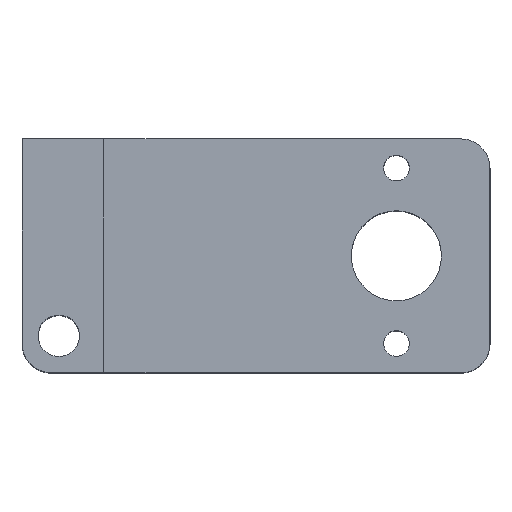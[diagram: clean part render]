
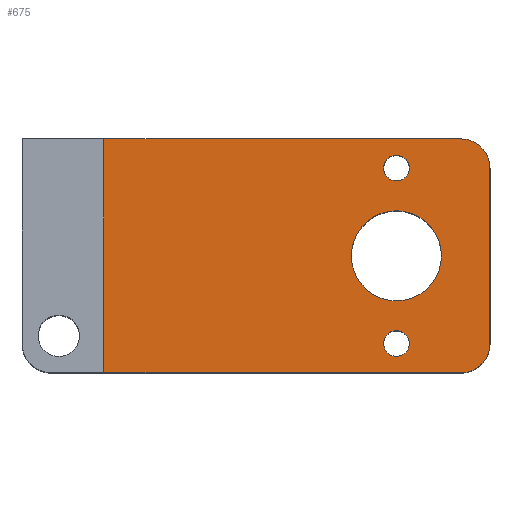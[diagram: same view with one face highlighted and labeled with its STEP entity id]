
A CAD part, top view. The second image highlights one B-rep face of the part: STEP entity #675.
In plain terms, the highlighted planar face has unit normal (0, 0, 1).
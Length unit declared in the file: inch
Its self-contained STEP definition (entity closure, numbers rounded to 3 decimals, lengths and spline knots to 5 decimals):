
#18=FACE_BOUND('',#93,.T.);
#19=FACE_BOUND('',#94,.T.);
#20=FACE_BOUND('',#95,.T.);
#36=PLANE('',#742);
#56=FACE_OUTER_BOUND('',#92,.T.);
#92=EDGE_LOOP('',(#501,#502,#503,#504,#505,#506));
#93=EDGE_LOOP('',(#507));
#94=EDGE_LOOP('',(#508));
#95=EDGE_LOOP('',(#509));
#151=LINE('',#1058,#210);
#156=LINE('',#1076,#215);
#157=LINE('',#1078,#216);
#158=LINE('',#1081,#217);
#210=VECTOR('',#845,0.3937);
#215=VECTOR('',#862,0.3937);
#216=VECTOR('',#863,0.3937);
#217=VECTOR('',#866,0.3937);
#263=CIRCLE('',#740,0.125);
#265=CIRCLE('',#743,0.125);
#266=CIRCLE('',#744,0.055);
#267=CIRCLE('',#745,0.055);
#268=CIRCLE('',#746,0.1925);
#313=VERTEX_POINT('',#1055);
#314=VERTEX_POINT('',#1057);
#319=VERTEX_POINT('',#1069);
#321=VERTEX_POINT('',#1075);
#322=VERTEX_POINT('',#1077);
#323=VERTEX_POINT('',#1079);
#324=VERTEX_POINT('',#1082);
#325=VERTEX_POINT('',#1084);
#326=VERTEX_POINT('',#1086);
#385=EDGE_CURVE('',#314,#313,#151,.T.);
#391=EDGE_CURVE('',#319,#314,#263,.T.);
#394=EDGE_CURVE('',#321,#313,#156,.T.);
#395=EDGE_CURVE('',#321,#322,#157,.T.);
#396=EDGE_CURVE('',#322,#323,#265,.T.);
#397=EDGE_CURVE('',#323,#319,#158,.T.);
#398=EDGE_CURVE('',#324,#324,#266,.T.);
#399=EDGE_CURVE('',#325,#325,#267,.T.);
#400=EDGE_CURVE('',#326,#326,#268,.T.);
#501=ORIENTED_EDGE('',*,*,#391,.T.);
#502=ORIENTED_EDGE('',*,*,#385,.T.);
#503=ORIENTED_EDGE('',*,*,#394,.F.);
#504=ORIENTED_EDGE('',*,*,#395,.T.);
#505=ORIENTED_EDGE('',*,*,#396,.T.);
#506=ORIENTED_EDGE('',*,*,#397,.T.);
#507=ORIENTED_EDGE('',*,*,#398,.F.);
#508=ORIENTED_EDGE('',*,*,#399,.F.);
#509=ORIENTED_EDGE('',*,*,#400,.F.);
#675=ADVANCED_FACE('',(#56,#18,#19,#20),#36,.F.);
#740=AXIS2_PLACEMENT_3D('',#1070,#855,#856);
#742=AXIS2_PLACEMENT_3D('',#1074,#860,#861);
#743=AXIS2_PLACEMENT_3D('',#1080,#864,#865);
#744=AXIS2_PLACEMENT_3D('',#1083,#867,#868);
#745=AXIS2_PLACEMENT_3D('',#1085,#869,#870);
#746=AXIS2_PLACEMENT_3D('',#1087,#871,#872);
#845=DIRECTION('',(-1.,0.,0.));
#855=DIRECTION('center_axis',(0.,0.,1.));
#856=DIRECTION('ref_axis',(0.707,0.707,0.));
#860=DIRECTION('center_axis',(0.,0.,-1.));
#861=DIRECTION('ref_axis',(-1.,0.,0.));
#862=DIRECTION('',(0.,1.,0.));
#863=DIRECTION('',(1.,0.,0.));
#864=DIRECTION('center_axis',(0.,0.,1.));
#865=DIRECTION('ref_axis',(0.707,-0.707,0.));
#866=DIRECTION('',(0.,1.,0.));
#867=DIRECTION('center_axis',(0.,0.,1.));
#868=DIRECTION('ref_axis',(1.,0.,0.));
#869=DIRECTION('center_axis',(0.,0.,1.));
#870=DIRECTION('ref_axis',(1.,0.,0.));
#871=DIRECTION('center_axis',(0.,0.,1.));
#872=DIRECTION('ref_axis',(1.,0.,0.));
#1055=CARTESIAN_POINT('',(-1.32029,1.,0.54809));
#1057=CARTESIAN_POINT('',(0.20471,1.,0.54809));
#1058=CARTESIAN_POINT('',(-1.67029,1.,0.54809));
#1069=CARTESIAN_POINT('',(0.32971,0.875,0.54809));
#1070=CARTESIAN_POINT('Origin',(0.20471,0.875,0.54809));
#1074=CARTESIAN_POINT('Origin',(0.32971,0.,0.54809));
#1075=CARTESIAN_POINT('',(-1.32029,0.,0.54809));
#1076=CARTESIAN_POINT('',(-1.32029,0.5,0.54809));
#1077=CARTESIAN_POINT('',(0.20471,0.,0.54809));
#1078=CARTESIAN_POINT('',(-1.67029,0.,0.54809));
#1079=CARTESIAN_POINT('',(0.32971,0.125,0.54809));
#1080=CARTESIAN_POINT('Origin',(0.20471,0.125,0.54809));
#1081=CARTESIAN_POINT('',(0.32971,0.,0.54809));
#1082=CARTESIAN_POINT('',(-0.12529,0.125,0.54809));
#1083=CARTESIAN_POINT('Origin',(-0.07029,0.125,0.54809));
#1084=CARTESIAN_POINT('',(-0.12529,0.875,0.54809));
#1085=CARTESIAN_POINT('Origin',(-0.07029,0.875,0.54809));
#1086=CARTESIAN_POINT('',(-0.26279,0.5,0.54809));
#1087=CARTESIAN_POINT('Origin',(-0.07029,0.5,0.54809));
